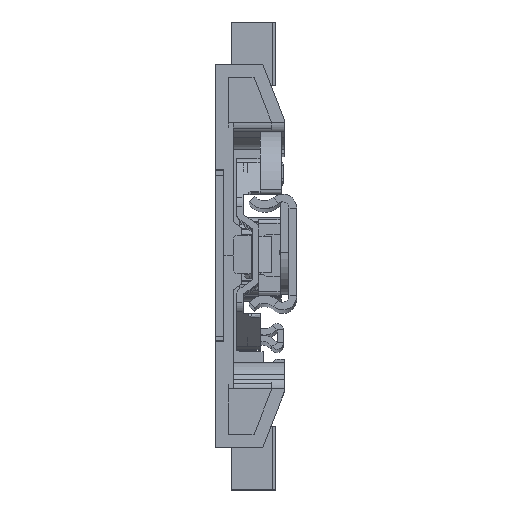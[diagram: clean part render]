
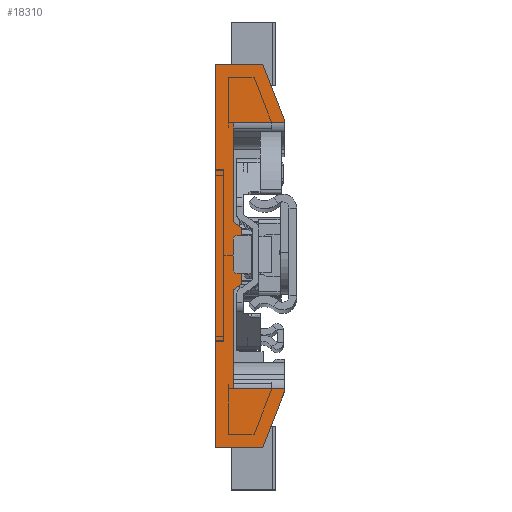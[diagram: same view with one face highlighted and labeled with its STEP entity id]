
A CAD part, top view. The second image highlights one B-rep face of the part: STEP entity #18310.
In plain terms, the highlighted face is planar.
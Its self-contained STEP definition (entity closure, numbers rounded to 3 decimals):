
#57 = DIRECTION ( 'NONE',  ( 0., 0., -1. ) ) ;
#722 = VECTOR ( 'NONE', #14834, 1000. ) ;
#949 = LINE ( 'NONE', #25649, #20245 ) ;
#972 = VECTOR ( 'NONE', #30274, 1000. ) ;
#1096 = CARTESIAN_POINT ( 'NONE',  ( 0., 16.2, -30. ) ) ;
#1414 = CARTESIAN_POINT ( 'NONE',  ( 5., 11.144, -30. ) ) ;
#1598 = CARTESIAN_POINT ( 'NONE',  ( 5., 0., -30. ) ) ;
#1750 = CARTESIAN_POINT ( 'NONE',  ( 73., 4.2, -30. ) ) ;
#3234 = DIRECTION ( 'NONE',  ( 1., 0., 0. ) ) ;
#4396 = LINE ( 'NONE', #1750, #17049 ) ;
#4634 = VERTEX_POINT ( 'NONE', #6522 ) ;
#4949 = ORIENTED_EDGE ( 'NONE', *, *, #31993, .T. ) ;
#5181 = VECTOR ( 'NONE', #3234, 1000. ) ;
#5516 = CARTESIAN_POINT ( 'NONE',  ( 81.243, 16.2, -30. ) ) ;
#5565 = LINE ( 'NONE', #21985, #972 ) ;
#6522 = CARTESIAN_POINT ( 'NONE',  ( 18., 16.2, -30. ) ) ;
#6921 = ORIENTED_EDGE ( 'NONE', *, *, #27786, .T. ) ;
#6986 = CARTESIAN_POINT ( 'NONE',  ( 73., 4.2, -30. ) ) ;
#7186 = CARTESIAN_POINT ( 'NONE',  ( 0., 16.2, -30. ) ) ;
#7377 = AXIS2_PLACEMENT_3D ( 'NONE', #31999, #57, #29358 ) ;
#7816 = EDGE_CURVE ( 'NONE', #31638, #10769, #22597, .T. ) ;
#8440 = VECTOR ( 'NONE', #25838, 1000. ) ;
#8834 = DIRECTION ( 'NONE',  ( 0., 1., 0. ) ) ;
#8946 = EDGE_CURVE ( 'NONE', #9221, #30072, #13788, .T. ) ;
#9221 = VERTEX_POINT ( 'NONE', #23622 ) ;
#10769 = VERTEX_POINT ( 'NONE', #31209 ) ;
#10899 = ORIENTED_EDGE ( 'NONE', *, *, #34629, .T. ) ;
#10987 = CARTESIAN_POINT ( 'NONE',  ( 95., 0., -30. ) ) ;
#11195 = ORIENTED_EDGE ( 'NONE', *, *, #19174, .T. ) ;
#11588 = EDGE_CURVE ( 'NONE', #20697, #18351, #5565, .T. ) ;
#11795 = CARTESIAN_POINT ( 'NONE',  ( 95., 11.144, -30. ) ) ;
#11926 = LINE ( 'NONE', #6986, #8440 ) ;
#11927 = VERTEX_POINT ( 'NONE', #21935 ) ;
#12403 = LINE ( 'NONE', #12582, #17386 ) ;
#12582 = CARTESIAN_POINT ( 'NONE',  ( 73., 6.2, -30. ) ) ;
#12616 = ORIENTED_EDGE ( 'NONE', *, *, #17542, .T. ) ;
#13192 = EDGE_CURVE ( 'NONE', #29252, #13767, #12403, .T. ) ;
#13363 = LINE ( 'NONE', #16707, #15142 ) ;
#13471 = FACE_OUTER_BOUND ( 'NONE', #30614, .T. ) ;
#13767 = VERTEX_POINT ( 'NONE', #28923 ) ;
#13788 = LINE ( 'NONE', #32472, #31768 ) ;
#14314 = ORIENTED_EDGE ( 'NONE', *, *, #8946, .T. ) ;
#14510 = LINE ( 'NONE', #1096, #5181 ) ;
#14592 = CARTESIAN_POINT ( 'NONE',  ( 43.4, 6.2, -30. ) ) ;
#14834 = DIRECTION ( 'NONE',  ( 0., 1., 0. ) ) ;
#14835 = LINE ( 'NONE', #1414, #17490 ) ;
#15142 = VECTOR ( 'NONE', #24295, 1000. ) ;
#15313 = EDGE_CURVE ( 'NONE', #30072, #11927, #34006, .T. ) ;
#16008 = DIRECTION ( 'NONE',  ( 0., -1., 0. ) ) ;
#16071 = LINE ( 'NONE', #24008, #34361 ) ;
#16707 = CARTESIAN_POINT ( 'NONE',  ( 0., 0., -30. ) ) ;
#17049 = VECTOR ( 'NONE', #23084, 1000. ) ;
#17386 = VECTOR ( 'NONE', #22976, 1000. ) ;
#17490 = VECTOR ( 'NONE', #31068, 1000. ) ;
#17542 = EDGE_CURVE ( 'NONE', #11927, #31773, #16071, .T. ) ;
#17765 = EDGE_CURVE ( 'NONE', #10769, #4634, #14835, .T. ) ;
#18310 = ADVANCED_FACE ( 'NONE', ( #13471 ), #23895, .T. ) ;
#18351 = VERTEX_POINT ( 'NONE', #21080 ) ;
#19034 = LINE ( 'NONE', #23978, #30383 ) ;
#19174 = EDGE_CURVE ( 'NONE', #4634, #20697, #14510, .T. ) ;
#20245 = VECTOR ( 'NONE', #30946, 1000. ) ;
#20697 = VERTEX_POINT ( 'NONE', #20713 ) ;
#20713 = CARTESIAN_POINT ( 'NONE',  ( 18.757, 16.2, -30. ) ) ;
#21080 = CARTESIAN_POINT ( 'NONE',  ( 18.757, 4.2, -30. ) ) ;
#21935 = CARTESIAN_POINT ( 'NONE',  ( 82., 16.2, -30. ) ) ;
#21985 = CARTESIAN_POINT ( 'NONE',  ( 18.757, 11.1, -30. ) ) ;
#22597 = LINE ( 'NONE', #28045, #722 ) ;
#22601 = EDGE_CURVE ( 'NONE', #31638, #30028, #13363, .T. ) ;
#22877 = ORIENTED_EDGE ( 'NONE', *, *, #22601, .F. ) ;
#22976 = DIRECTION ( 'NONE',  ( 1., 0., 0. ) ) ;
#23084 = DIRECTION ( 'NONE',  ( 1., 0., 0. ) ) ;
#23124 = VERTEX_POINT ( 'NONE', #30979 ) ;
#23622 = CARTESIAN_POINT ( 'NONE',  ( 81.243, 4.2, -30. ) ) ;
#23861 = CARTESIAN_POINT ( 'NONE',  ( 42., 4.2, -30. ) ) ;
#23895 = PLANE ( 'NONE',  #7377 ) ;
#23978 = CARTESIAN_POINT ( 'NONE',  ( 42., 4.2, -30. ) ) ;
#24008 = CARTESIAN_POINT ( 'NONE',  ( 82., 16.2, -30. ) ) ;
#24295 = DIRECTION ( 'NONE',  ( 1., 0., 0. ) ) ;
#24301 = EDGE_CURVE ( 'NONE', #27205, #29252, #19034, .T. ) ;
#24462 = CARTESIAN_POINT ( 'NONE',  ( 95., 11.1, -30. ) ) ;
#24842 = EDGE_CURVE ( 'NONE', #13767, #23124, #949, .T. ) ;
#25649 = CARTESIAN_POINT ( 'NONE',  ( 56.6, 6.2, -30. ) ) ;
#25838 = DIRECTION ( 'NONE',  ( 1., 0., 0. ) ) ;
#26826 = DIRECTION ( 'NONE',  ( 0.932, -0.362, 0. ) ) ;
#27205 = VERTEX_POINT ( 'NONE', #23861 ) ;
#27365 = ORIENTED_EDGE ( 'NONE', *, *, #24301, .T. ) ;
#27786 = EDGE_CURVE ( 'NONE', #18351, #27205, #4396, .T. ) ;
#28045 = CARTESIAN_POINT ( 'NONE',  ( 5., 11.1, -30. ) ) ;
#28923 = CARTESIAN_POINT ( 'NONE',  ( 56.6, 6.2, -30. ) ) ;
#29252 = VERTEX_POINT ( 'NONE', #14592 ) ;
#29358 = DIRECTION ( 'NONE',  ( -1., 0., 0. ) ) ;
#29412 = LINE ( 'NONE', #24462, #34684 ) ;
#30028 = VERTEX_POINT ( 'NONE', #10987 ) ;
#30072 = VERTEX_POINT ( 'NONE', #5516 ) ;
#30274 = DIRECTION ( 'NONE',  ( 0., -1., 0. ) ) ;
#30383 = VECTOR ( 'NONE', #34574, 1000. ) ;
#30571 = ORIENTED_EDGE ( 'NONE', *, *, #24842, .T. ) ;
#30614 = EDGE_LOOP ( 'NONE', ( #12616, #4949, #22877, #33351, #32765, #11195, #33710, #6921, #27365, #32147, #30571, #10899, #14314, #31550 ) ) ;
#30946 = DIRECTION ( 'NONE',  ( 0.574, -0.819, 0. ) ) ;
#30975 = VECTOR ( 'NONE', #33646, 1000. ) ;
#30979 = CARTESIAN_POINT ( 'NONE',  ( 58., 4.2, -30. ) ) ;
#31068 = DIRECTION ( 'NONE',  ( 0.932, 0.362, 0. ) ) ;
#31209 = CARTESIAN_POINT ( 'NONE',  ( 5., 11.144, -30. ) ) ;
#31550 = ORIENTED_EDGE ( 'NONE', *, *, #15313, .T. ) ;
#31638 = VERTEX_POINT ( 'NONE', #1598 ) ;
#31768 = VECTOR ( 'NONE', #8834, 1000. ) ;
#31773 = VERTEX_POINT ( 'NONE', #11795 ) ;
#31993 = EDGE_CURVE ( 'NONE', #31773, #30028, #29412, .T. ) ;
#31999 = CARTESIAN_POINT ( 'NONE',  ( 73., 11.1, -30. ) ) ;
#32147 = ORIENTED_EDGE ( 'NONE', *, *, #13192, .T. ) ;
#32472 = CARTESIAN_POINT ( 'NONE',  ( 81.243, 11.1, -30. ) ) ;
#32765 = ORIENTED_EDGE ( 'NONE', *, *, #17765, .T. ) ;
#33351 = ORIENTED_EDGE ( 'NONE', *, *, #7816, .T. ) ;
#33646 = DIRECTION ( 'NONE',  ( 1., 0., 0. ) ) ;
#33710 = ORIENTED_EDGE ( 'NONE', *, *, #11588, .T. ) ;
#34006 = LINE ( 'NONE', #7186, #30975 ) ;
#34361 = VECTOR ( 'NONE', #26826, 1000. ) ;
#34574 = DIRECTION ( 'NONE',  ( 0.574, 0.819, 0. ) ) ;
#34629 = EDGE_CURVE ( 'NONE', #23124, #9221, #11926, .T. ) ;
#34684 = VECTOR ( 'NONE', #16008, 1000. ) ;
